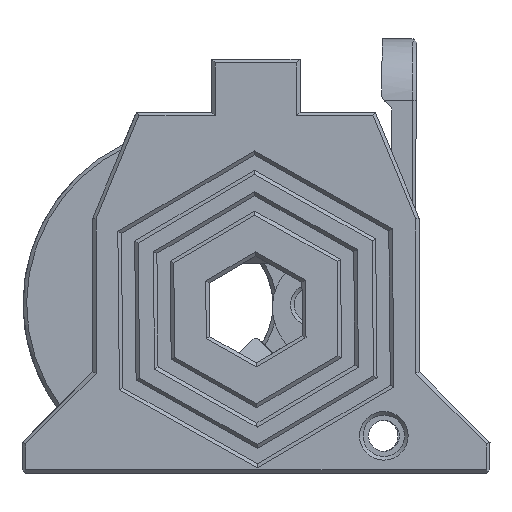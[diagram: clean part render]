
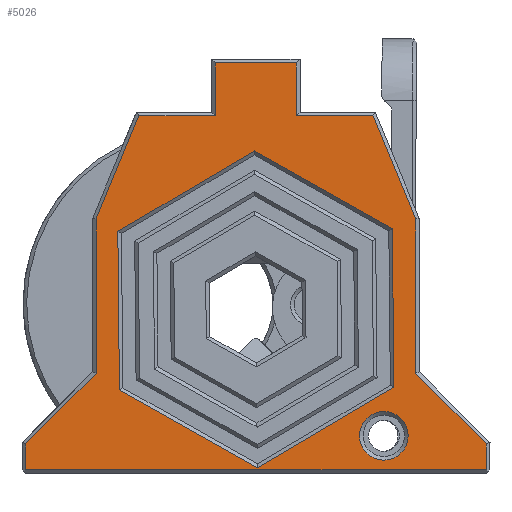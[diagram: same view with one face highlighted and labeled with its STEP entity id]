
A CAD part, left-side view. The second image highlights one B-rep face of the part: STEP entity #5026.
In plain terms, the highlighted planar face has unit normal (-1, 0, 0).
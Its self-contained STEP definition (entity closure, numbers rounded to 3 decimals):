
#115=FACE_BOUND('',#745,.T.);
#116=FACE_BOUND('',#746,.T.);
#211=PLANE('',#5399);
#444=FACE_OUTER_BOUND('',#744,.T.);
#744=EDGE_LOOP('',(#3783,#3784,#3785,#3786,#3787,#3788,#3789,#3790,#3791,
#3792,#3793,#3794,#3795,#3796));
#745=EDGE_LOOP('',(#3797,#3798,#3799,#3800,#3801,#3802));
#746=EDGE_LOOP('',(#3803));
#1108=LINE('',#7500,#1676);
#1135=LINE('',#7564,#1703);
#1136=LINE('',#7566,#1704);
#1137=LINE('',#7568,#1705);
#1138=LINE('',#7570,#1706);
#1139=LINE('',#7572,#1707);
#1140=LINE('',#7574,#1708);
#1141=LINE('',#7576,#1709);
#1142=LINE('',#7578,#1710);
#1143=LINE('',#7580,#1711);
#1144=LINE('',#7582,#1712);
#1145=LINE('',#7584,#1713);
#1146=LINE('',#7586,#1714);
#1147=LINE('',#7588,#1715);
#1148=LINE('',#7589,#1716);
#1149=LINE('',#7591,#1717);
#1150=LINE('',#7593,#1718);
#1151=LINE('',#7595,#1719);
#1152=LINE('',#7597,#1720);
#1153=LINE('',#7598,#1721);
#1676=VECTOR('',#6007,10.);
#1703=VECTOR('',#6046,10.);
#1704=VECTOR('',#6047,10.);
#1705=VECTOR('',#6048,10.);
#1706=VECTOR('',#6049,10.);
#1707=VECTOR('',#6050,10.);
#1708=VECTOR('',#6051,10.);
#1709=VECTOR('',#6052,10.);
#1710=VECTOR('',#6053,10.);
#1711=VECTOR('',#6054,10.);
#1712=VECTOR('',#6055,10.);
#1713=VECTOR('',#6056,10.);
#1714=VECTOR('',#6057,10.);
#1715=VECTOR('',#6058,10.);
#1716=VECTOR('',#6059,10.);
#1717=VECTOR('',#6060,10.);
#1718=VECTOR('',#6061,10.);
#1719=VECTOR('',#6062,10.);
#1720=VECTOR('',#6063,10.);
#1721=VECTOR('',#6064,10.);
#2188=CIRCLE('',#5400,2.75);
#2360=VERTEX_POINT('',#7498);
#2361=VERTEX_POINT('',#7499);
#2391=VERTEX_POINT('',#7562);
#2392=VERTEX_POINT('',#7563);
#2393=VERTEX_POINT('',#7565);
#2394=VERTEX_POINT('',#7567);
#2395=VERTEX_POINT('',#7569);
#2396=VERTEX_POINT('',#7571);
#2397=VERTEX_POINT('',#7573);
#2398=VERTEX_POINT('',#7575);
#2399=VERTEX_POINT('',#7577);
#2400=VERTEX_POINT('',#7579);
#2401=VERTEX_POINT('',#7581);
#2402=VERTEX_POINT('',#7583);
#2403=VERTEX_POINT('',#7585);
#2404=VERTEX_POINT('',#7587);
#2405=VERTEX_POINT('',#7590);
#2406=VERTEX_POINT('',#7592);
#2407=VERTEX_POINT('',#7594);
#2408=VERTEX_POINT('',#7596);
#2409=VERTEX_POINT('',#7599);
#2873=EDGE_CURVE('',#2360,#2361,#1108,.T.);
#2904=EDGE_CURVE('',#2391,#2392,#1135,.T.);
#2905=EDGE_CURVE('',#2393,#2391,#1136,.T.);
#2906=EDGE_CURVE('',#2394,#2393,#1137,.T.);
#2907=EDGE_CURVE('',#2395,#2394,#1138,.T.);
#2908=EDGE_CURVE('',#2396,#2395,#1139,.T.);
#2909=EDGE_CURVE('',#2397,#2396,#1140,.T.);
#2910=EDGE_CURVE('',#2398,#2397,#1141,.T.);
#2911=EDGE_CURVE('',#2399,#2398,#1142,.T.);
#2912=EDGE_CURVE('',#2400,#2399,#1143,.T.);
#2913=EDGE_CURVE('',#2401,#2400,#1144,.T.);
#2914=EDGE_CURVE('',#2402,#2401,#1145,.T.);
#2915=EDGE_CURVE('',#2403,#2402,#1146,.T.);
#2916=EDGE_CURVE('',#2404,#2403,#1147,.T.);
#2917=EDGE_CURVE('',#2392,#2404,#1148,.T.);
#2918=EDGE_CURVE('',#2405,#2360,#1149,.T.);
#2919=EDGE_CURVE('',#2406,#2405,#1150,.T.);
#2920=EDGE_CURVE('',#2407,#2406,#1151,.T.);
#2921=EDGE_CURVE('',#2408,#2407,#1152,.T.);
#2922=EDGE_CURVE('',#2361,#2408,#1153,.T.);
#2923=EDGE_CURVE('',#2409,#2409,#2188,.T.);
#3783=ORIENTED_EDGE('',*,*,#2904,.F.);
#3784=ORIENTED_EDGE('',*,*,#2905,.F.);
#3785=ORIENTED_EDGE('',*,*,#2906,.F.);
#3786=ORIENTED_EDGE('',*,*,#2907,.F.);
#3787=ORIENTED_EDGE('',*,*,#2908,.F.);
#3788=ORIENTED_EDGE('',*,*,#2909,.F.);
#3789=ORIENTED_EDGE('',*,*,#2910,.F.);
#3790=ORIENTED_EDGE('',*,*,#2911,.F.);
#3791=ORIENTED_EDGE('',*,*,#2912,.F.);
#3792=ORIENTED_EDGE('',*,*,#2913,.F.);
#3793=ORIENTED_EDGE('',*,*,#2914,.F.);
#3794=ORIENTED_EDGE('',*,*,#2915,.F.);
#3795=ORIENTED_EDGE('',*,*,#2916,.F.);
#3796=ORIENTED_EDGE('',*,*,#2917,.F.);
#3797=ORIENTED_EDGE('',*,*,#2873,.F.);
#3798=ORIENTED_EDGE('',*,*,#2918,.F.);
#3799=ORIENTED_EDGE('',*,*,#2919,.F.);
#3800=ORIENTED_EDGE('',*,*,#2920,.F.);
#3801=ORIENTED_EDGE('',*,*,#2921,.F.);
#3802=ORIENTED_EDGE('',*,*,#2922,.F.);
#3803=ORIENTED_EDGE('',*,*,#2923,.F.);
#5026=ADVANCED_FACE('',(#444,#115,#116),#211,.T.);
#5399=AXIS2_PLACEMENT_3D('',#7561,#6044,#6045);
#5400=AXIS2_PLACEMENT_3D('',#7600,#6065,#6066);
#6007=DIRECTION('',(0.,0.01,1.));
#6044=DIRECTION('center_axis',(-1.,0.,0.));
#6045=DIRECTION('ref_axis',(0.,-1.,0.));
#6046=DIRECTION('',(0.,0.,-1.));
#6047=DIRECTION('',(0.,-0.383,-0.924));
#6048=DIRECTION('',(0.,-1.,0.));
#6049=DIRECTION('',(0.,0.,-1.));
#6050=DIRECTION('',(0.,-1.,0.));
#6051=DIRECTION('',(0.,0.,1.));
#6052=DIRECTION('',(0.,-1.,0.));
#6053=DIRECTION('',(0.,-0.383,0.924));
#6054=DIRECTION('',(0.,0.,1.));
#6055=DIRECTION('',(0.,-0.707,0.707));
#6056=DIRECTION('',(0.,0.,1.));
#6057=DIRECTION('',(0.,1.,0.));
#6058=DIRECTION('',(0.,0.,-1.));
#6059=DIRECTION('',(0.,-0.707,-0.707));
#6060=DIRECTION('',(0.,-0.861,0.508));
#6061=DIRECTION('',(0.,-0.871,-0.491));
#6062=DIRECTION('',(0.,-0.01,-1.));
#6063=DIRECTION('',(0.,0.861,-0.508));
#6064=DIRECTION('',(0.,0.871,0.491));
#6065=DIRECTION('center_axis',(-1.,0.,0.));
#6066=DIRECTION('ref_axis',(0.,-1.,0.));
#7498=CARTESIAN_POINT('',(-62.112,4.448,12.461));
#7499=CARTESIAN_POINT('',(-62.112,4.624,30.416));
#7500=CARTESIAN_POINT('',(-62.112,4.611,29.105));
#7561=CARTESIAN_POINT('Origin',(-62.112,20.081,27.872));
#7562=CARTESIAN_POINT('',(-62.112,1.981,31.531));
#7563=CARTESIAN_POINT('',(-62.112,1.981,14.044));
#7564=CARTESIAN_POINT('',(-62.112,1.981,18.541));
#7565=CARTESIAN_POINT('',(-62.112,6.819,43.21));
#7566=CARTESIAN_POINT('',(-62.112,3.882,36.12));
#7567=CARTESIAN_POINT('',(-62.112,15.481,43.21));
#7568=CARTESIAN_POINT('',(-62.112,25.691,43.21));
#7569=CARTESIAN_POINT('',(-62.112,15.481,49.21));
#7570=CARTESIAN_POINT('',(-62.112,15.481,35.741));
#7571=CARTESIAN_POINT('',(-62.112,24.681,49.21));
#7572=CARTESIAN_POINT('',(-62.112,20.081,49.21));
#7573=CARTESIAN_POINT('',(-62.112,24.681,43.21));
#7574=CARTESIAN_POINT('',(-62.112,24.681,33.905));
#7575=CARTESIAN_POINT('',(-62.112,33.343,43.21));
#7576=CARTESIAN_POINT('',(-62.112,25.691,43.21));
#7577=CARTESIAN_POINT('',(-62.112,38.181,31.531));
#7578=CARTESIAN_POINT('',(-62.112,36.28,36.12));
#7579=CARTESIAN_POINT('',(-62.112,38.181,14.044));
#7580=CARTESIAN_POINT('',(-62.112,38.181,14.241));
#7581=CARTESIAN_POINT('',(-62.112,46.181,6.044));
#7582=CARTESIAN_POINT('',(-62.112,31.508,20.718));
#7583=CARTESIAN_POINT('',(-62.112,46.181,3.11));
#7584=CARTESIAN_POINT('',(-62.112,46.181,13.741));
#7585=CARTESIAN_POINT('',(-62.112,-6.019,3.11));
#7586=CARTESIAN_POINT('',(-62.112,6.831,3.11));
#7587=CARTESIAN_POINT('',(-62.112,-6.019,6.045));
#7588=CARTESIAN_POINT('',(-62.112,-6.019,13.741));
#7589=CARTESIAN_POINT('',(-62.112,8.654,20.718));
#7590=CARTESIAN_POINT('',(-62.112,19.909,3.331));
#7591=CARTESIAN_POINT('',(-62.112,6.969,10.973));
#7592=CARTESIAN_POINT('',(-62.112,35.546,12.156));
#7593=CARTESIAN_POINT('',(-62.112,25.327,6.389));
#7594=CARTESIAN_POINT('',(-62.112,35.723,30.11));
#7595=CARTESIAN_POINT('',(-62.112,35.624,20.053));
#7596=CARTESIAN_POINT('',(-62.112,20.262,39.241));
#7597=CARTESIAN_POINT('',(-62.112,30.315,33.304));
#7598=CARTESIAN_POINT('',(-62.112,17.66,37.772));
#7599=CARTESIAN_POINT('',(-62.112,8.331,6.96));
#7600=CARTESIAN_POINT('Origin',(-62.112,5.581,6.96));
